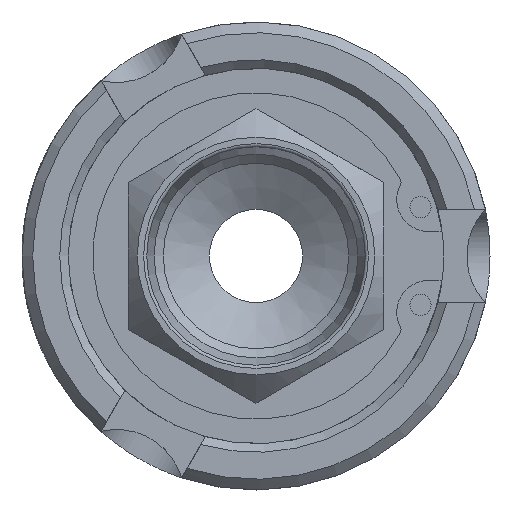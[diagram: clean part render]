
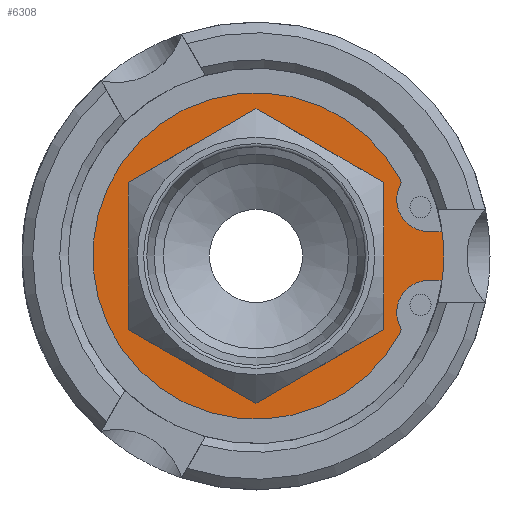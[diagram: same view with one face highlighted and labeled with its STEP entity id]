
A CAD part, left-side view. The second image highlights one B-rep face of the part: STEP entity #6308.
In plain terms, the highlighted planar face has unit normal (-1, 0, 0).
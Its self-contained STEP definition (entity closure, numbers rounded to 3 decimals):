
#252=LINE('',#8695,#637);
#253=LINE('',#8703,#638);
#637=VECTOR('',#7211,1.761);
#638=VECTOR('',#7218,1.761);
#1022=FACE_BOUND('',#1908,.T.);
#1023=FACE_BOUND('',#1909,.T.);
#1067=PLANE('',#6697);
#1541=FACE_OUTER_BOUND('',#1907,.T.);
#1907=EDGE_LOOP('',(#4230,#4231));
#1908=EDGE_LOOP('',(#4232,#4233));
#1909=EDGE_LOOP('',(#4234,#4235,#4236,#4237,#4238,#4239,#4240,#4241,#4242,
#4243));
#2316=CIRCLE('',#6698,18.625);
#2317=CIRCLE('',#6699,18.625);
#2318=CIRCLE('',#6700,9.92);
#2319=CIRCLE('',#6701,9.92);
#2320=CIRCLE('',#6702,2.984);
#2321=CIRCLE('',#6703,0.457);
#2322=CIRCLE('',#6704,18.555);
#2323=CIRCLE('',#6705,0.457);
#2324=CIRCLE('',#6706,2.984);
#2325=CIRCLE('',#6707,0.457);
#2326=CIRCLE('',#6708,15.253);
#2327=CIRCLE('',#6709,0.457);
#2578=VERTEX_POINT('',#8683);
#2579=VERTEX_POINT('',#8684);
#2580=VERTEX_POINT('',#8687);
#2581=VERTEX_POINT('',#8688);
#2582=VERTEX_POINT('',#8691);
#2583=VERTEX_POINT('',#8692);
#2584=VERTEX_POINT('',#8694);
#2585=VERTEX_POINT('',#8696);
#2586=VERTEX_POINT('',#8698);
#2587=VERTEX_POINT('',#8700);
#2588=VERTEX_POINT('',#8702);
#2589=VERTEX_POINT('',#8704);
#2590=VERTEX_POINT('',#8706);
#2591=VERTEX_POINT('',#8708);
#3242=EDGE_CURVE('',#2578,#2579,#2316,.T.);
#3243=EDGE_CURVE('',#2579,#2578,#2317,.T.);
#3244=EDGE_CURVE('',#2580,#2581,#2318,.T.);
#3245=EDGE_CURVE('',#2581,#2580,#2319,.T.);
#3246=EDGE_CURVE('',#2582,#2583,#2320,.T.);
#3247=EDGE_CURVE('',#2583,#2584,#252,.T.);
#3248=EDGE_CURVE('',#2584,#2585,#2321,.T.);
#3249=EDGE_CURVE('',#2585,#2586,#2322,.T.);
#3250=EDGE_CURVE('',#2586,#2587,#2323,.T.);
#3251=EDGE_CURVE('',#2587,#2588,#253,.T.);
#3252=EDGE_CURVE('',#2588,#2589,#2324,.T.);
#3253=EDGE_CURVE('',#2589,#2590,#2325,.T.);
#3254=EDGE_CURVE('',#2590,#2591,#2326,.T.);
#3255=EDGE_CURVE('',#2591,#2582,#2327,.T.);
#4230=ORIENTED_EDGE('',*,*,#3242,.T.);
#4231=ORIENTED_EDGE('',*,*,#3243,.T.);
#4232=ORIENTED_EDGE('',*,*,#3244,.T.);
#4233=ORIENTED_EDGE('',*,*,#3245,.T.);
#4234=ORIENTED_EDGE('',*,*,#3246,.T.);
#4235=ORIENTED_EDGE('',*,*,#3247,.T.);
#4236=ORIENTED_EDGE('',*,*,#3248,.T.);
#4237=ORIENTED_EDGE('',*,*,#3249,.T.);
#4238=ORIENTED_EDGE('',*,*,#3250,.T.);
#4239=ORIENTED_EDGE('',*,*,#3251,.T.);
#4240=ORIENTED_EDGE('',*,*,#3252,.T.);
#4241=ORIENTED_EDGE('',*,*,#3253,.T.);
#4242=ORIENTED_EDGE('',*,*,#3254,.T.);
#4243=ORIENTED_EDGE('',*,*,#3255,.T.);
#6308=ADVANCED_FACE('',(#1541,#1022,#1023),#1067,.F.);
#6697=AXIS2_PLACEMENT_3D('',#8682,#7199,#7200);
#6698=AXIS2_PLACEMENT_3D('',#8685,#7201,#7202);
#6699=AXIS2_PLACEMENT_3D('',#8686,#7203,#7204);
#6700=AXIS2_PLACEMENT_3D('',#8689,#7205,#7206);
#6701=AXIS2_PLACEMENT_3D('',#8690,#7207,#7208);
#6702=AXIS2_PLACEMENT_3D('',#8693,#7209,#7210);
#6703=AXIS2_PLACEMENT_3D('',#8697,#7212,#7213);
#6704=AXIS2_PLACEMENT_3D('',#8699,#7214,#7215);
#6705=AXIS2_PLACEMENT_3D('',#8701,#7216,#7217);
#6706=AXIS2_PLACEMENT_3D('',#8705,#7219,#7220);
#6707=AXIS2_PLACEMENT_3D('',#8707,#7221,#7222);
#6708=AXIS2_PLACEMENT_3D('',#8709,#7223,#7224);
#6709=AXIS2_PLACEMENT_3D('',#8710,#7225,#7226);
#7199=DIRECTION('center_axis',(1.,0.,0.));
#7200=DIRECTION('ref_axis',(0.,0.,-1.));
#7201=DIRECTION('center_axis',(-1.,0.,0.));
#7202=DIRECTION('ref_axis',(0.,1.,0.));
#7203=DIRECTION('center_axis',(-1.,0.,0.));
#7204=DIRECTION('ref_axis',(0.,1.,0.));
#7205=DIRECTION('center_axis',(1.,0.,0.));
#7206=DIRECTION('ref_axis',(0.,1.,0.));
#7207=DIRECTION('center_axis',(1.,0.,0.));
#7208=DIRECTION('ref_axis',(0.,1.,0.));
#7209=DIRECTION('center_axis',(1.,0.,0.));
#7210=DIRECTION('ref_axis',(0.,0.,1.));
#7211=DIRECTION('',(0.,-1.,0.));
#7212=DIRECTION('center_axis',(1.,0.,0.));
#7213=DIRECTION('ref_axis',(0.,-0.759,0.651));
#7214=DIRECTION('center_axis',(1.,0.,0.));
#7215=DIRECTION('ref_axis',(0.,-0.992,0.123));
#7216=DIRECTION('center_axis',(1.,0.,0.));
#7217=DIRECTION('ref_axis',(0.,-0.759,-0.651));
#7218=DIRECTION('',(0.,1.,0.));
#7219=DIRECTION('center_axis',(1.,0.,0.));
#7220=DIRECTION('ref_axis',(0.,0.842,0.539));
#7221=DIRECTION('center_axis',(-1.,0.,0.));
#7222=DIRECTION('ref_axis',(0.,-1.,-0.003));
#7223=DIRECTION('center_axis',(-1.,0.,0.));
#7224=DIRECTION('ref_axis',(0.,0.893,-0.451));
#7225=DIRECTION('center_axis',(-1.,0.,0.));
#7226=DIRECTION('ref_axis',(0.,-1.,0.003));
#8682=CARTESIAN_POINT('Origin',(3.51,13.063,0.));
#8683=CARTESIAN_POINT('',(3.51,18.625,0.));
#8684=CARTESIAN_POINT('',(3.51,-18.625,0.));
#8685=CARTESIAN_POINT('Origin',(3.51,0.,0.));
#8686=CARTESIAN_POINT('Origin',(3.51,0.,0.));
#8687=CARTESIAN_POINT('',(3.51,9.92,0.));
#8688=CARTESIAN_POINT('',(3.51,-9.92,0.));
#8689=CARTESIAN_POINT('Origin',(3.51,0.,0.));
#8690=CARTESIAN_POINT('Origin',(3.51,0.,0.));
#8691=CARTESIAN_POINT('',(3.51,-13.496,-6.676));
#8692=CARTESIAN_POINT('',(3.51,-16.127,-2.286));
#8693=CARTESIAN_POINT('Origin',(3.51,-16.127,-5.27));
#8694=CARTESIAN_POINT('',(3.51,-17.888,-2.286));
#8695=CARTESIAN_POINT('',(3.51,-16.127,-2.286));
#8696=CARTESIAN_POINT('',(3.51,-18.34,-2.813));
#8697=CARTESIAN_POINT('Origin',(3.51,-17.888,-2.743));
#8698=CARTESIAN_POINT('',(3.51,-18.34,2.813));
#8699=CARTESIAN_POINT('Origin',(3.51,0.,0.));
#8700=CARTESIAN_POINT('',(3.51,-17.888,2.286));
#8701=CARTESIAN_POINT('Origin',(3.51,-17.888,2.743));
#8702=CARTESIAN_POINT('',(3.51,-16.127,2.286));
#8703=CARTESIAN_POINT('',(3.51,-17.888,2.286));
#8704=CARTESIAN_POINT('',(3.51,-13.496,6.676));
#8705=CARTESIAN_POINT('Origin',(3.51,-16.127,5.27));
#8706=CARTESIAN_POINT('',(3.51,-13.497,7.105));
#8707=CARTESIAN_POINT('Origin',(3.51,-13.092,6.892));
#8708=CARTESIAN_POINT('',(3.51,-13.497,-7.105));
#8709=CARTESIAN_POINT('Origin',(3.51,0.,0.));
#8710=CARTESIAN_POINT('Origin',(3.51,-13.092,-6.892));
